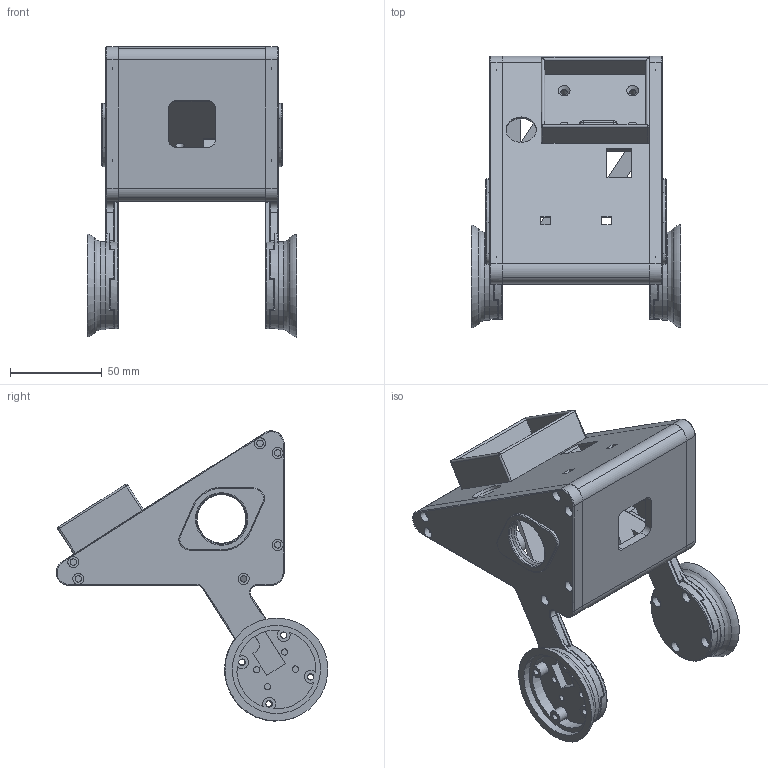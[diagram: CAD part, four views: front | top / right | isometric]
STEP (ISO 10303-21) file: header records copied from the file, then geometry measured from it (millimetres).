
FILE_DESCRIPTION(/* description */ ('','CAx-IF Rec.Pracs.---Representation and Presentation of Product Manufacturing Information (PMI)---4.0---2014-10-13'),/* implementation_level */ '2;1');
FILE_NAME(/* name */ 'Robomate V1.0.step',/* time_stamp */ '2025-02-20T14:58:28Z',/* author */ (''),/* organization */ (''),/* preprocessor_version */ 'ST-DEVELOPER v20',/* originating_system */ 'Autodesk Translation Framework v13.20.0.188',/* authorisation */ '');
FILE_SCHEMA (('AP242_MANAGED_MODEL_BASED_3D_ENGINEERING_MIM_LF { 1 0 10303 442 1 1 4 }'));
Length unit declared in the file: millimetre
Products named in the file (1): Robomate V1.0
Bounding box: 114 x 147.79 x 157.89 mm (x, y, z)
Volume: 239892.3 mm3; surface area: 147137.3 mm2
Topology: 12 solids, 12 shells, 596 faces, 1506 edges, 972 vertices
Faces by surface type: plane 293, cylinder 249, torus 28, bspline 14, sphere 6, cone 6
Full cylindrical faces by diameter (mm): 3.4 x12, 3.5 x40, 4.6 x24, 6 x20, 10.5 x4, 11.5 x4, 15 x4, 16.5 x1, 26.5 x2, 27.5 x2, 48 x4
Entity records: 19227 total; most frequent: CARTESIAN_POINT 4122, DIRECTION 3206, ORIENTED_EDGE 3012, EDGE_CURVE 1506, AXIS2_PLACEMENT_3D 1173, VERTEX_POINT 972, LINE 860, VECTOR 860
